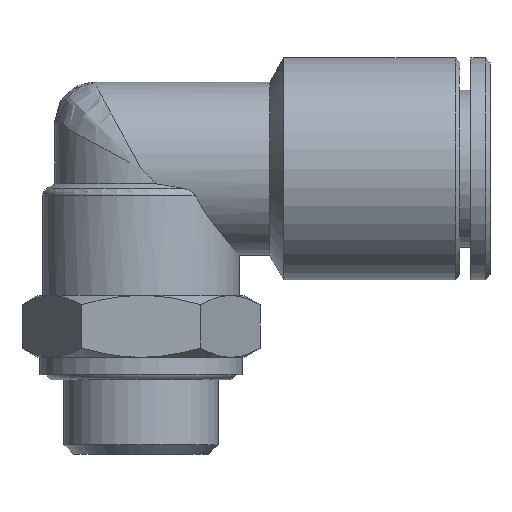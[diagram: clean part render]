
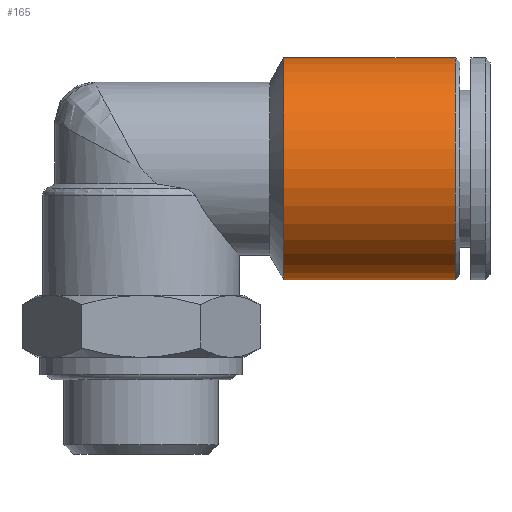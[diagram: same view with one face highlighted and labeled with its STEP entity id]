
A CAD part, top view. The second image highlights one B-rep face of the part: STEP entity #165.
In plain terms, the highlighted cylindrical face has radius 7 mm (diameter 14 mm), a full revolution.
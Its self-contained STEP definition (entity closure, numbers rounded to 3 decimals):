
#123=CARTESIAN_POINT('',(9.,7.0,0.0));
#124=VERTEX_POINT('',#123);
#125=CARTESIAN_POINT('',(9.,0.0,0.0));
#126=DIRECTION('',(1.0,0.0,0.0));
#127=DIRECTION('',(0.0,1.0,0.0));
#128=AXIS2_PLACEMENT_3D('',#125,#126,#127);
#129=CIRCLE('',#128,7.0);
#130=EDGE_CURVE('',#124,#124,#129,.T.);
#146=CARTESIAN_POINT('',(14.4,0.0,0.0));
#147=DIRECTION('',(1.0,0.0,0.0));
#148=DIRECTION('',(0.0,1.0,0.0));
#149=AXIS2_PLACEMENT_3D('',#146,#147,#148);
#150=CYLINDRICAL_SURFACE('',#149,7.);
#151=CARTESIAN_POINT('',(19.8,7.,0.0));
#152=VERTEX_POINT('',#151);
#153=CARTESIAN_POINT('',(19.8,0.0,0.0));
#154=DIRECTION('',(1.0,0.0,0.0));
#155=DIRECTION('',(0.0,1.0,0.0));
#156=AXIS2_PLACEMENT_3D('',#153,#154,#155);
#157=CIRCLE('',#156,7.);
#158=EDGE_CURVE('',#152,#152,#157,.T.);
#159=ORIENTED_EDGE('',*,*,#158,.F.);
#160=EDGE_LOOP('',(#159));
#161=FACE_OUTER_BOUND('',#160,.T.);
#162=ORIENTED_EDGE('',*,*,#130,.T.);
#163=EDGE_LOOP('',(#162));
#164=FACE_BOUND('',#163,.T.);
#165=ADVANCED_FACE('',(#161,#164),#150,.T.);
